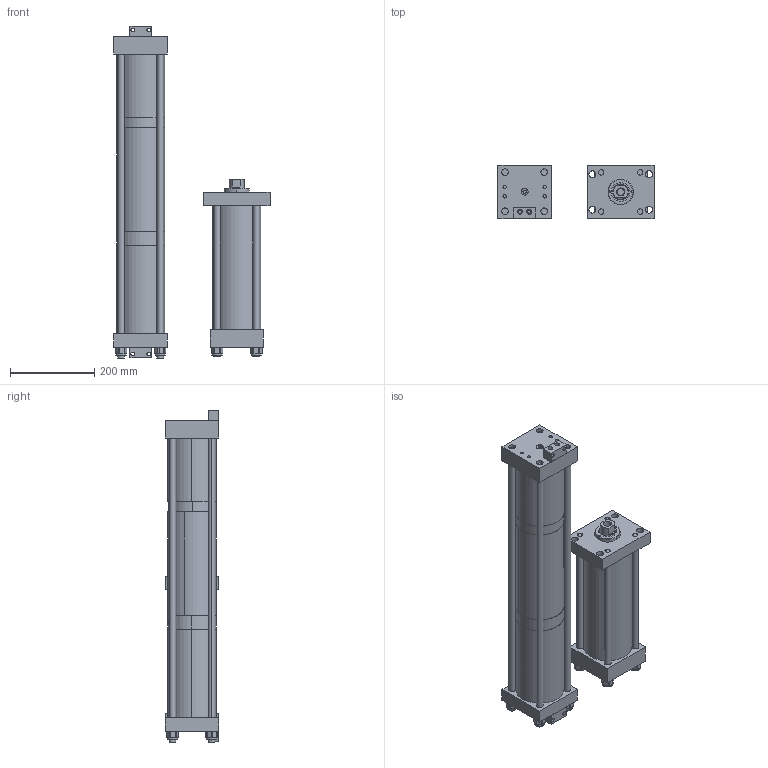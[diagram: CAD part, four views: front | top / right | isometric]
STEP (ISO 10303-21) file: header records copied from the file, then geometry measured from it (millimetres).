
FILE_DESCRIPTION (( 'STEP AP203' ), '1' );
FILE_NAME ('HPS-8-4.00-.25-FH.STEP', '2020-05-19T14:49:27', ( '' ), ( '' ), 'SwSTEP 2.0', 'SolidWorks 2018', '' );
FILE_SCHEMA (( 'CONFIG_CONTROL_DESIGN' ));
Length unit declared in the file: inch
Products named in the file (17): F0862; E0811_4.0; E0864; E0861_.25; G0810; E0859; E0804; HPS-8-4.00-.25-FH; ES0805_4.0; E0863_4.00-.25(29.864"); E0813; E04BRK; NLN .625; E0860_4.0; F0403; E0401_Work Rod; ES0814_.25
Assembly tree (30 placements, depth 2):
  HPS-8-4.00-.25-FH
    E04BRK  x2
    E0804
    E0859
    NLN .625  x8
    F0403
    G0810
    E0813
    F0862
    E0864
    E0401_Work Rod
    E0811_4.0
    E0861_.25
    E0863_4.00-.25(29.864")  x4
    ES0805_4.0
    E0860_4.0  x4
    ES0814_.25
Bounding box: 371.48 x 127 x 790.3 mm (x, y, z)
Volume: 6204123.4 mm3; surface area: 1303922.1 mm2
Topology: 31 solids, 31 shells, 587 faces, 1363 edges, 872 vertices
Faces by surface type: cylinder 306, plane 248, cone 29, bspline 4
Entity records: 13977 total; most frequent: CARTESIAN_POINT 2714, DIRECTION 2052, ORIENTED_EDGE 1734, EDGE_CURVE 867, AXIS2_PLACEMENT_3D 838, VERTEX_POINT 560, EDGE_LOOP 499, CIRCLE 434
